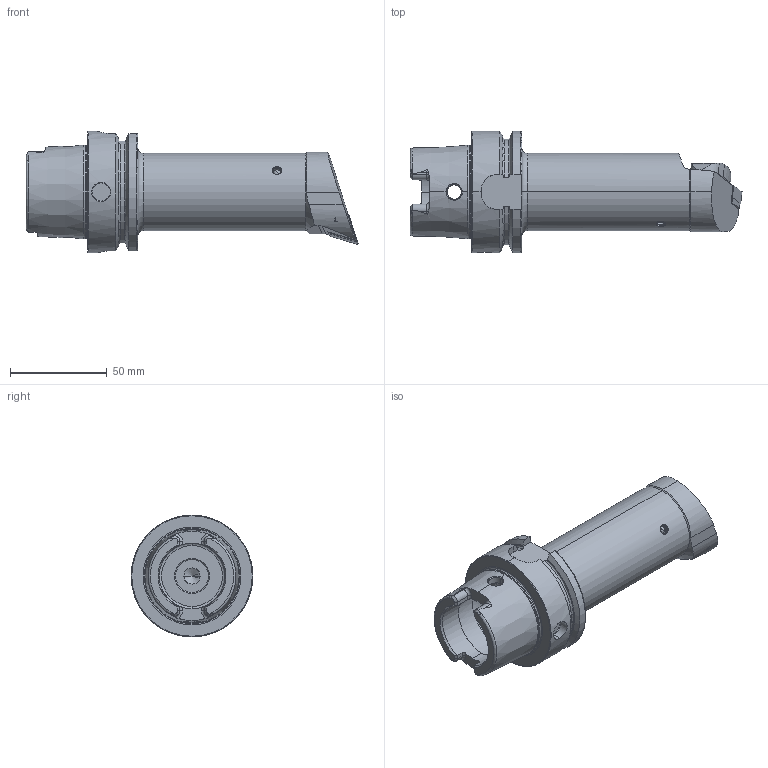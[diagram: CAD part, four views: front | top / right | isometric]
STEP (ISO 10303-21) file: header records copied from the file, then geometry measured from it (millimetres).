
FILE_DESCRIPTION (( 'STEP AP214' ), '1' );
FILE_NAME ('HA6.BDF.RQC.140.STEP', '2023-09-15T12:15:59', ( '' ), ( '' ), 'SwSTEP 2.0', 'SolidWorks 2017', '' );
FILE_SCHEMA (( 'AUTOMOTIVE_DESIGN' ));
Length unit declared in the file: millimetre
Products named in the file (9): WCC-ER5.102.005_A; WDF-ER2.101.003_A; WCC-ER4.102.020_A; WCC-ER2.001.010_A; WCC-ER3.102.024_C; DNMG150604; HA6-BDF.RQC.140_E; HA6.BDF.RQC.140; KVT_MB_600_050
Assembly tree (8 placements, depth 2):
  HA6.BDF.RQC.140
    HA6-BDF.RQC.140_E
    WCC-ER3.102.024_C
    DNMG150604
    WCC-ER4.102.020_A
    WCC-ER5.102.005_A
    WCC-ER2.001.010_A
    WDF-ER2.101.003_A
    KVT_MB_600_050
Bounding box: 171.9 x 63 x 63 mm (x, y, z)
Volume: 204966.7 mm3; surface area: 42425.4 mm2
Topology: 9 solids, 9 shells, 412 faces, 1034 edges, 629 vertices
Faces by surface type: cylinder 133, plane 111, cone 98, torus 52, bspline 16, sphere 2
Entity records: 15735 total; most frequent: CARTESIAN_POINT 4603, ORIENTED_EDGE 2026, DIRECTION 1970, EDGE_CURVE 1013, AXIS2_PLACEMENT_3D 785, VERTEX_POINT 626, EDGE_LOOP 437, FACE_OUTER_BOUND 412
